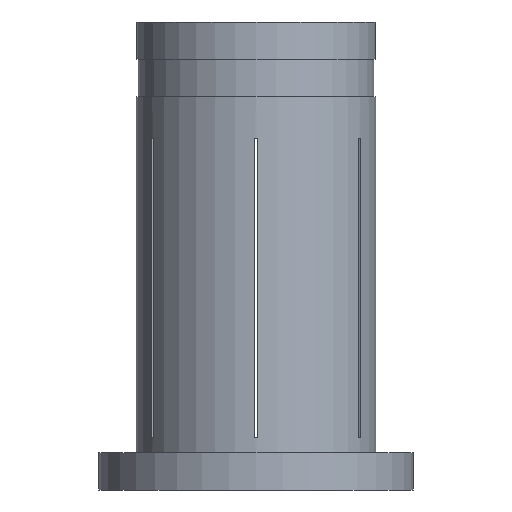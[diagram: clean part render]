
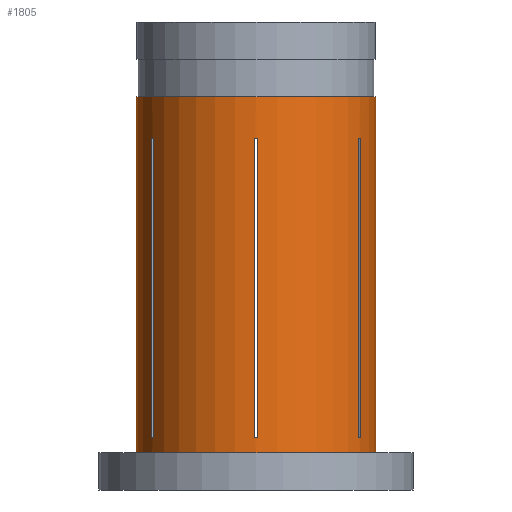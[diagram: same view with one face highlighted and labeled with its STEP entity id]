
A CAD part, front view. The second image highlights one B-rep face of the part: STEP entity #1805.
In plain terms, the highlighted cylindrical face has radius 16 mm (diameter 32 mm), a partial arc.
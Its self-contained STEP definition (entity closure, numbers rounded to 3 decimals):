
#16 = CARTESIAN_POINT ( 'NONE',  ( -13.955, -7.826, 0. ) ) ;
#21 = EDGE_CURVE ( 'NONE', #984, #315, #639, .T. ) ;
#27 = CARTESIAN_POINT ( 'NONE',  ( 0., 0., -15.5 ) ) ;
#44 = CARTESIAN_POINT ( 'NONE',  ( 13.755, -8.173, 0. ) ) ;
#46 = VECTOR ( 'NONE', #1584, 1000. ) ;
#66 = CIRCLE ( 'NONE', #231, 16. ) ;
#71 = VERTEX_POINT ( 'NONE', #106 ) ;
#85 = LINE ( 'NONE', #1268, #737 ) ;
#106 = CARTESIAN_POINT ( 'NONE',  ( 0.2, -15.999, -15.5 ) ) ;
#111 = EDGE_CURVE ( 'NONE', #984, #1403, #1176, .T. ) ;
#113 = CIRCLE ( 'NONE', #1774, 16. ) ;
#124 = VERTEX_POINT ( 'NONE', #702 ) ;
#140 = LINE ( 'NONE', #16, #1637 ) ;
#170 = DIRECTION ( 'NONE',  ( -1., 0., 0. ) ) ;
#174 = AXIS2_PLACEMENT_3D ( 'NONE', #792, #505, #1672 ) ;
#192 = CARTESIAN_POINT ( 'NONE',  ( 0., 0., -10. ) ) ;
#198 = CIRCLE ( 'NONE', #595, 16. ) ;
#202 = LINE ( 'NONE', #1018, #550 ) ;
#216 = DIRECTION ( 'NONE',  ( 1., 0., 0. ) ) ;
#226 = CARTESIAN_POINT ( 'NONE',  ( 13.955, -7.826, -55.5 ) ) ;
#231 = AXIS2_PLACEMENT_3D ( 'NONE', #728, #890, #1738 ) ;
#239 = CARTESIAN_POINT ( 'NONE',  ( 0.2, -15.999, 0. ) ) ;
#265 = DIRECTION ( 'NONE',  ( 0., 0., 1. ) ) ;
#286 = VERTEX_POINT ( 'NONE', #1009 ) ;
#299 = CARTESIAN_POINT ( 'NONE',  ( -13.755, -8.173, -55.5 ) ) ;
#307 = VERTEX_POINT ( 'NONE', #716 ) ;
#311 = ORIENTED_EDGE ( 'NONE', *, *, #1683, .T. ) ;
#315 = VERTEX_POINT ( 'NONE', #1149 ) ;
#321 = EDGE_CURVE ( 'NONE', #1403, #586, #198, .T. ) ;
#335 = EDGE_LOOP ( 'NONE', ( #1744, #1246, #1056, #311 ) ) ;
#342 = DIRECTION ( 'NONE',  ( 1., 0., 0. ) ) ;
#394 = VECTOR ( 'NONE', #1252, 1000. ) ;
#402 = CARTESIAN_POINT ( 'NONE',  ( -16., 0., 0. ) ) ;
#411 = VERTEX_POINT ( 'NONE', #917 ) ;
#416 = DIRECTION ( 'NONE',  ( 0., 0., -1. ) ) ;
#423 = EDGE_CURVE ( 'NONE', #411, #124, #1715, .T. ) ;
#431 = ORIENTED_EDGE ( 'NONE', *, *, #954, .T. ) ;
#443 = AXIS2_PLACEMENT_3D ( 'NONE', #1602, #1291, #1298 ) ;
#459 = VECTOR ( 'NONE', #1677, 1000. ) ;
#464 = EDGE_CURVE ( 'NONE', #411, #1230, #1234, .T. ) ;
#467 = CARTESIAN_POINT ( 'NONE',  ( 0.2, -15.999, -55.5 ) ) ;
#480 = ORIENTED_EDGE ( 'NONE', *, *, #1183, .T. ) ;
#493 = VERTEX_POINT ( 'NONE', #226 ) ;
#505 = DIRECTION ( 'NONE',  ( 0., 0., 1. ) ) ;
#513 = EDGE_CURVE ( 'NONE', #71, #1302, #1474, .T. ) ;
#550 = VECTOR ( 'NONE', #1294, 1000. ) ;
#573 = EDGE_CURVE ( 'NONE', #286, #1736, #85, .T. ) ;
#574 = DIRECTION ( 'NONE',  ( -1., 0., 0. ) ) ;
#580 = DIRECTION ( 'NONE',  ( 0., 0., -1. ) ) ;
#586 = VERTEX_POINT ( 'NONE', #1262 ) ;
#595 = AXIS2_PLACEMENT_3D ( 'NONE', #192, #777, #342 ) ;
#606 = EDGE_LOOP ( 'NONE', ( #763, #431, #1014, #1129 ) ) ;
#639 = CIRCLE ( 'NONE', #174, 16. ) ;
#674 = ORIENTED_EDGE ( 'NONE', *, *, #1732, .T. ) ;
#677 = ORIENTED_EDGE ( 'NONE', *, *, #21, .T. ) ;
#688 = FACE_BOUND ( 'NONE', #606, .T. ) ;
#702 = CARTESIAN_POINT ( 'NONE',  ( 13.755, -8.173, -55.5 ) ) ;
#716 = CARTESIAN_POINT ( 'NONE',  ( -0.2, -15.999, -15.5 ) ) ;
#717 = EDGE_CURVE ( 'NONE', #307, #964, #1726, .T. ) ;
#728 = CARTESIAN_POINT ( 'NONE',  ( 0., 0., -55.5 ) ) ;
#737 = VECTOR ( 'NONE', #1411, 1000. ) ;
#738 = LINE ( 'NONE', #1295, #46 ) ;
#755 = DIRECTION ( 'NONE',  ( 0., 0., -1. ) ) ;
#763 = ORIENTED_EDGE ( 'NONE', *, *, #464, .T. ) ;
#777 = DIRECTION ( 'NONE',  ( 0., 0., 1. ) ) ;
#781 = AXIS2_PLACEMENT_3D ( 'NONE', #1083, #812, #216 ) ;
#792 = CARTESIAN_POINT ( 'NONE',  ( 0., 0., -57.5 ) ) ;
#812 = DIRECTION ( 'NONE',  ( 0., 0., 1. ) ) ;
#835 = AXIS2_PLACEMENT_3D ( 'NONE', #27, #1754, #1042 ) ;
#890 = DIRECTION ( 'NONE',  ( 0., 0., -1. ) ) ;
#903 = DIRECTION ( 'NONE',  ( 1., 0., 0. ) ) ;
#917 = CARTESIAN_POINT ( 'NONE',  ( 13.755, -8.173, -15.5 ) ) ;
#921 = ORIENTED_EDGE ( 'NONE', *, *, #1021, .F. ) ;
#954 = EDGE_CURVE ( 'NONE', #1230, #493, #738, .T. ) ;
#964 = VERTEX_POINT ( 'NONE', #1438 ) ;
#984 = VERTEX_POINT ( 'NONE', #1005 ) ;
#1005 = CARTESIAN_POINT ( 'NONE',  ( -16., 0., -57.5 ) ) ;
#1009 = CARTESIAN_POINT ( 'NONE',  ( -13.755, -8.173, -15.5 ) ) ;
#1014 = ORIENTED_EDGE ( 'NONE', *, *, #1078, .T. ) ;
#1018 = CARTESIAN_POINT ( 'NONE',  ( 16., 0., 0. ) ) ;
#1021 = EDGE_CURVE ( 'NONE', #1410, #1822, #140, .T. ) ;
#1038 = CARTESIAN_POINT ( 'NONE',  ( 0., 0., -55.5 ) ) ;
#1042 = DIRECTION ( 'NONE',  ( 1., 0., 0. ) ) ;
#1056 = ORIENTED_EDGE ( 'NONE', *, *, #513, .T. ) ;
#1078 = EDGE_CURVE ( 'NONE', #493, #124, #113, .T. ) ;
#1083 = CARTESIAN_POINT ( 'NONE',  ( 0., 0., -15.5 ) ) ;
#1112 = EDGE_CURVE ( 'NONE', #1410, #286, #1706, .T. ) ;
#1126 = CIRCLE ( 'NONE', #1833, 16. ) ;
#1129 = ORIENTED_EDGE ( 'NONE', *, *, #423, .F. ) ;
#1149 = CARTESIAN_POINT ( 'NONE',  ( 16., 0., -57.5 ) ) ;
#1153 = CYLINDRICAL_SURFACE ( 'NONE', #443, 16. ) ;
#1175 = DIRECTION ( 'NONE',  ( 0., 0., -1. ) ) ;
#1176 = LINE ( 'NONE', #402, #1560 ) ;
#1183 = EDGE_CURVE ( 'NONE', #1736, #1822, #1126, .T. ) ;
#1224 = FACE_OUTER_BOUND ( 'NONE', #1649, .T. ) ;
#1230 = VERTEX_POINT ( 'NONE', #1746 ) ;
#1234 = CIRCLE ( 'NONE', #781, 16. ) ;
#1236 = ORIENTED_EDGE ( 'NONE', *, *, #111, .F. ) ;
#1246 = ORIENTED_EDGE ( 'NONE', *, *, #1743, .T. ) ;
#1252 = DIRECTION ( 'NONE',  ( 0., 0., -1. ) ) ;
#1253 = ORIENTED_EDGE ( 'NONE', *, *, #321, .F. ) ;
#1255 = CARTESIAN_POINT ( 'NONE',  ( -16., 0., -10. ) ) ;
#1261 = CARTESIAN_POINT ( 'NONE',  ( -13.955, -7.826, -15.5 ) ) ;
#1262 = CARTESIAN_POINT ( 'NONE',  ( 16., 0., -10. ) ) ;
#1268 = CARTESIAN_POINT ( 'NONE',  ( -13.755, -8.173, 0. ) ) ;
#1280 = ORIENTED_EDGE ( 'NONE', *, *, #573, .T. ) ;
#1291 = DIRECTION ( 'NONE',  ( 0., 0., 1. ) ) ;
#1294 = DIRECTION ( 'NONE',  ( 0., 0., 1. ) ) ;
#1295 = CARTESIAN_POINT ( 'NONE',  ( 13.955, -7.826, 0. ) ) ;
#1298 = DIRECTION ( 'NONE',  ( 1., 0., 0. ) ) ;
#1302 = VERTEX_POINT ( 'NONE', #467 ) ;
#1319 = EDGE_LOOP ( 'NONE', ( #921, #1433, #1280, #480 ) ) ;
#1403 = VERTEX_POINT ( 'NONE', #1255 ) ;
#1410 = VERTEX_POINT ( 'NONE', #1261 ) ;
#1411 = DIRECTION ( 'NONE',  ( 0., 0., -1. ) ) ;
#1418 = FACE_BOUND ( 'NONE', #335, .T. ) ;
#1423 = CARTESIAN_POINT ( 'NONE',  ( 0., 0., -55.5 ) ) ;
#1433 = ORIENTED_EDGE ( 'NONE', *, *, #1112, .T. ) ;
#1438 = CARTESIAN_POINT ( 'NONE',  ( -0.2, -15.999, -55.5 ) ) ;
#1474 = LINE ( 'NONE', #239, #1589 ) ;
#1542 = FACE_BOUND ( 'NONE', #1319, .T. ) ;
#1560 = VECTOR ( 'NONE', #265, 1000. ) ;
#1584 = DIRECTION ( 'NONE',  ( 0., 0., -1. ) ) ;
#1589 = VECTOR ( 'NONE', #416, 1000. ) ;
#1602 = CARTESIAN_POINT ( 'NONE',  ( 0., 0., 0. ) ) ;
#1630 = DIRECTION ( 'NONE',  ( 0., 0., 1. ) ) ;
#1637 = VECTOR ( 'NONE', #1175, 1000. ) ;
#1649 = EDGE_LOOP ( 'NONE', ( #1236, #677, #674, #1253 ) ) ;
#1656 = CIRCLE ( 'NONE', #1718, 16. ) ;
#1672 = DIRECTION ( 'NONE',  ( 1., 0., 0. ) ) ;
#1677 = DIRECTION ( 'NONE',  ( 0., 0., -1. ) ) ;
#1683 = EDGE_CURVE ( 'NONE', #1302, #964, #66, .T. ) ;
#1700 = CARTESIAN_POINT ( 'NONE',  ( -0.2, -15.999, 0. ) ) ;
#1706 = CIRCLE ( 'NONE', #835, 16. ) ;
#1715 = LINE ( 'NONE', #44, #459 ) ;
#1718 = AXIS2_PLACEMENT_3D ( 'NONE', #1775, #1630, #903 ) ;
#1726 = LINE ( 'NONE', #1700, #394 ) ;
#1732 = EDGE_CURVE ( 'NONE', #315, #586, #202, .T. ) ;
#1736 = VERTEX_POINT ( 'NONE', #299 ) ;
#1738 = DIRECTION ( 'NONE',  ( -1., 0., 0. ) ) ;
#1743 = EDGE_CURVE ( 'NONE', #307, #71, #1656, .T. ) ;
#1744 = ORIENTED_EDGE ( 'NONE', *, *, #717, .F. ) ;
#1746 = CARTESIAN_POINT ( 'NONE',  ( 13.955, -7.826, -15.5 ) ) ;
#1752 = CARTESIAN_POINT ( 'NONE',  ( -13.955, -7.826, -55.5 ) ) ;
#1754 = DIRECTION ( 'NONE',  ( 0., 0., 1. ) ) ;
#1774 = AXIS2_PLACEMENT_3D ( 'NONE', #1038, #755, #170 ) ;
#1775 = CARTESIAN_POINT ( 'NONE',  ( 0., 0., -15.5 ) ) ;
#1805 = ADVANCED_FACE ( 'NONE', ( #1224, #688, #1542, #1418 ), #1153, .T. ) ;
#1822 = VERTEX_POINT ( 'NONE', #1752 ) ;
#1833 = AXIS2_PLACEMENT_3D ( 'NONE', #1423, #580, #574 ) ;
